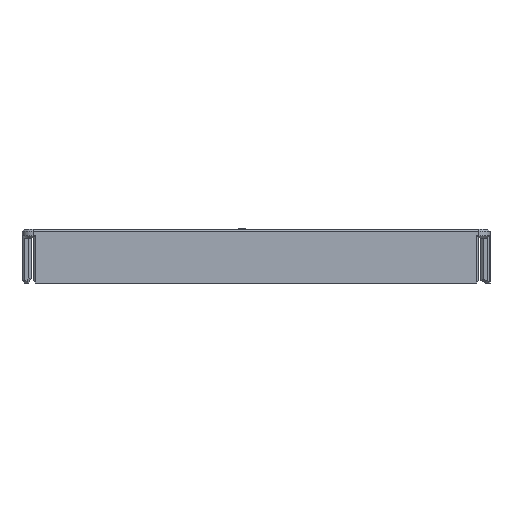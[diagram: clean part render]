
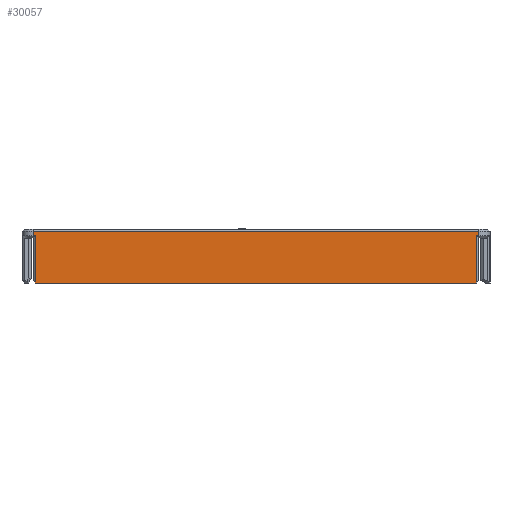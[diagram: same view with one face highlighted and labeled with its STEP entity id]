
A CAD part, left-side view. The second image highlights one B-rep face of the part: STEP entity #30057.
In plain terms, the highlighted planar face has unit normal (-1, 0, 0).
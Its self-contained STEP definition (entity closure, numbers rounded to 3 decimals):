
#334 = LINE ( 'NONE', #12061, #36322 ) ;
#2117 = DIRECTION ( 'NONE',  ( 0., -1., 0. ) ) ;
#2731 = ORIENTED_EDGE ( 'NONE', *, *, #32846, .T. ) ;
#2886 = CARTESIAN_POINT ( 'NONE',  ( 181.85, 49.5, 0. ) ) ;
#3387 = VERTEX_POINT ( 'NONE', #22755 ) ;
#4842 = DIRECTION ( 'NONE',  ( 0., 0., -1. ) ) ;
#5074 = DIRECTION ( 'NONE',  ( 0., -1., 0. ) ) ;
#5178 = ORIENTED_EDGE ( 'NONE', *, *, #34497, .T. ) ;
#5224 = ORIENTED_EDGE ( 'NONE', *, *, #6887, .T. ) ;
#5418 = DIRECTION ( 'NONE',  ( 0., 0., 1. ) ) ;
#5991 = CARTESIAN_POINT ( 'NONE',  ( 181.85, 49., 0.5 ) ) ;
#6564 = CARTESIAN_POINT ( 'NONE',  ( 181.85, -49., 0. ) ) ;
#6887 = EDGE_CURVE ( 'NONE', #30535, #27590, #10539, .T. ) ;
#7122 = LINE ( 'NONE', #6564, #15776 ) ;
#7312 = CARTESIAN_POINT ( 'NONE',  ( 181.85, 49., 2. ) ) ;
#7734 = LINE ( 'NONE', #31018, #24881 ) ;
#7769 = CARTESIAN_POINT ( 'NONE',  ( 181.85, -49.5, 1.5 ) ) ;
#8170 = CARTESIAN_POINT ( 'NONE',  ( 181.85, 0., -10. ) ) ;
#9131 = AXIS2_PLACEMENT_3D ( 'NONE', #31555, #34595, #31924 ) ;
#9137 = EDGE_CURVE ( 'NONE', #27887, #10692, #14319, .T. ) ;
#9655 = VECTOR ( 'NONE', #5418, 1000. ) ;
#10539 = LINE ( 'NONE', #7312, #28774 ) ;
#10692 = VERTEX_POINT ( 'NONE', #32485 ) ;
#11217 = LINE ( 'NONE', #2886, #35167 ) ;
#12061 = CARTESIAN_POINT ( 'NONE',  ( 181.85, 0., 0.5 ) ) ;
#13625 = CARTESIAN_POINT ( 'NONE',  ( 181.85, 49.5, 0.5 ) ) ;
#13689 = VECTOR ( 'NONE', #36859, 1000. ) ;
#13754 = FACE_OUTER_BOUND ( 'NONE', #31015, .T. ) ;
#14319 = LINE ( 'NONE', #17156, #13689 ) ;
#15776 = VECTOR ( 'NONE', #24161, 1000. ) ;
#15786 = CARTESIAN_POINT ( 'NONE',  ( 181.85, -49., -10. ) ) ;
#16031 = LINE ( 'NONE', #26066, #9655 ) ;
#16083 = VERTEX_POINT ( 'NONE', #36613 ) ;
#16594 = ORIENTED_EDGE ( 'NONE', *, *, #31054, .T. ) ;
#17156 = CARTESIAN_POINT ( 'NONE',  ( 181.85, 49.5, 1.5 ) ) ;
#19260 = ORIENTED_EDGE ( 'NONE', *, *, #20997, .T. ) ;
#19813 = ORIENTED_EDGE ( 'NONE', *, *, #29129, .T. ) ;
#20741 = PLANE ( 'NONE',  #9131 ) ;
#20997 = EDGE_CURVE ( 'NONE', #3387, #27887, #16031, .T. ) ;
#21137 = VECTOR ( 'NONE', #2117, 1000. ) ;
#21274 = ORIENTED_EDGE ( 'NONE', *, *, #9137, .T. ) ;
#21298 = EDGE_CURVE ( 'NONE', #27590, #29407, #28056, .T. ) ;
#21612 = VERTEX_POINT ( 'NONE', #13625 ) ;
#22755 = CARTESIAN_POINT ( 'NONE',  ( 181.85, -49.5, 0.5 ) ) ;
#24161 = DIRECTION ( 'NONE',  ( 0., 0., 1. ) ) ;
#24881 = VECTOR ( 'NONE', #5074, 1000. ) ;
#26066 = CARTESIAN_POINT ( 'NONE',  ( 181.85, -49.5, 2. ) ) ;
#26423 = ORIENTED_EDGE ( 'NONE', *, *, #21298, .T. ) ;
#27590 = VERTEX_POINT ( 'NONE', #29746 ) ;
#27887 = VERTEX_POINT ( 'NONE', #7769 ) ;
#28056 = LINE ( 'NONE', #8170, #21137 ) ;
#28441 = DIRECTION ( 'NONE',  ( 0., 0., -1. ) ) ;
#28774 = VECTOR ( 'NONE', #4842, 1000. ) ;
#29129 = EDGE_CURVE ( 'NONE', #29407, #16083, #7122, .T. ) ;
#29407 = VERTEX_POINT ( 'NONE', #15786 ) ;
#29746 = CARTESIAN_POINT ( 'NONE',  ( 181.85, 49., -10. ) ) ;
#30057 = ADVANCED_FACE ( 'NONE', ( #13754 ), #20741, .F. ) ;
#30535 = VERTEX_POINT ( 'NONE', #5991 ) ;
#31015 = EDGE_LOOP ( 'NONE', ( #26423, #19813, #2731, #19260, #21274, #16594, #5178, #5224 ) ) ;
#31018 = CARTESIAN_POINT ( 'NONE',  ( 181.85, 0., 0.5 ) ) ;
#31054 = EDGE_CURVE ( 'NONE', #10692, #21612, #11217, .T. ) ;
#31555 = CARTESIAN_POINT ( 'NONE',  ( 181.85, 0., 2. ) ) ;
#31924 = DIRECTION ( 'NONE',  ( 0., 0., -1. ) ) ;
#32485 = CARTESIAN_POINT ( 'NONE',  ( 181.85, 49.5, 1.5 ) ) ;
#32846 = EDGE_CURVE ( 'NONE', #16083, #3387, #334, .T. ) ;
#34497 = EDGE_CURVE ( 'NONE', #21612, #30535, #7734, .T. ) ;
#34595 = DIRECTION ( 'NONE',  ( 1., 0., 0. ) ) ;
#34807 = DIRECTION ( 'NONE',  ( 0., -1., 0. ) ) ;
#35167 = VECTOR ( 'NONE', #28441, 1000. ) ;
#36322 = VECTOR ( 'NONE', #34807, 1000. ) ;
#36613 = CARTESIAN_POINT ( 'NONE',  ( 181.85, -49., 0.5 ) ) ;
#36859 = DIRECTION ( 'NONE',  ( 0., 1., 0. ) ) ;
